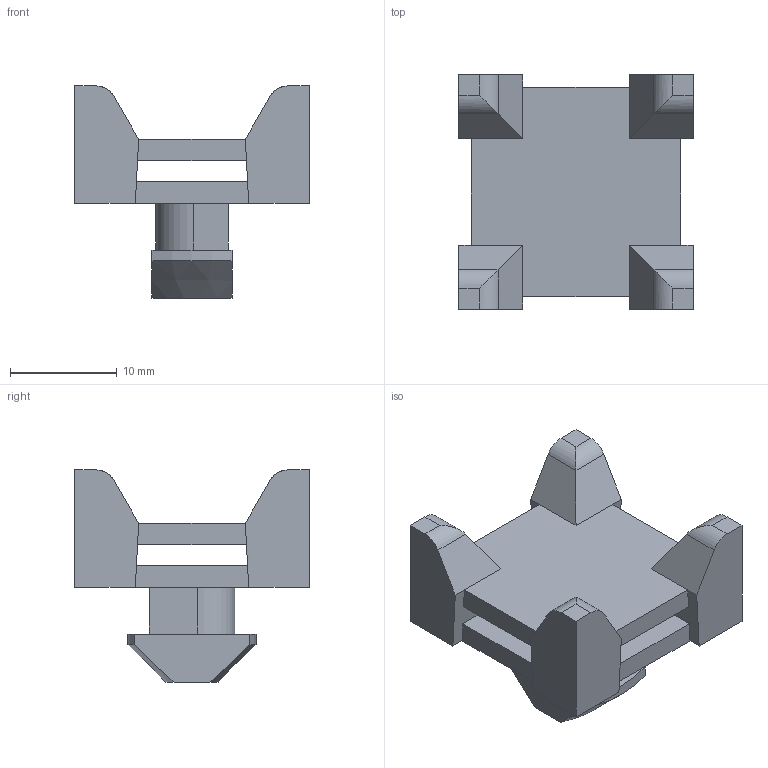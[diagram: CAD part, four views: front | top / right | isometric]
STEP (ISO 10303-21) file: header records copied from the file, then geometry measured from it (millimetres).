
FILE_DESCRIPTION(/* description */ (''),/* implementation_level */ '2;1');
FILE_NAME(/* name */ '11385_KriTec_Kreuzkabelbinderblock_8.stp',/* time_stamp */ '2015-03-30T13:17:58+02:00',/* author */ ('kostic'),/* organization */ (''),/* preprocessor_version */ 'ST-DEVELOPER v15.2',/* originating_system */ 'Autodesk Inventor 2014',/* authorisation */ '');
FILE_SCHEMA (('CONFIG_CONTROL_DESIGN'));
Length unit declared in the file: millimetre
Products named in the file (1): 11385_KriTec_Kreuzkabelbinderblock_8
Bounding box: 22 x 22 x 19.9 mm (x, y, z)
Volume: 2949.8 mm3; surface area: 2624.3 mm2
Topology: 1 solids, 1 shells, 62 faces, 180 edges, 116 vertices
Faces by surface type: plane 48, cylinder 12, cone 2
Entity records: 2113 total; most frequent: CARTESIAN_POINT 367, ORIENTED_EDGE 360, DIRECTION 324, EDGE_CURVE 180, LINE 154, VECTOR 154, VERTEX_POINT 116, AXIS2_PLACEMENT_3D 85
